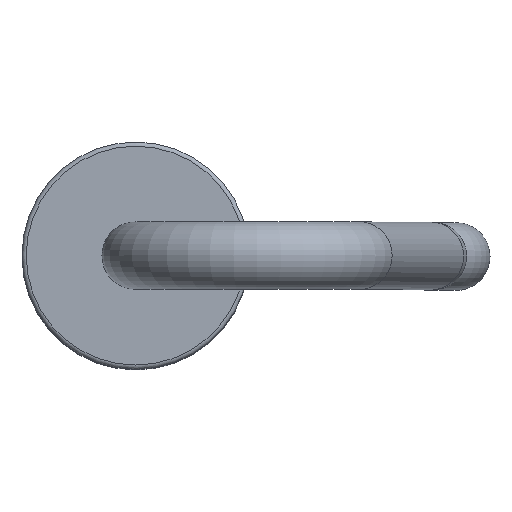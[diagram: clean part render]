
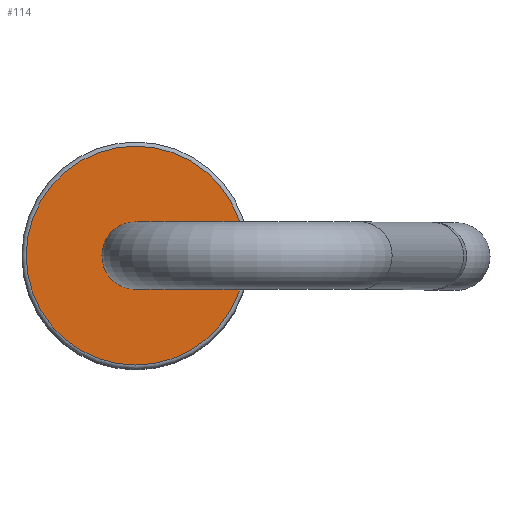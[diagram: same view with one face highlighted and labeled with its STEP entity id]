
A CAD part, top view. The second image highlights one B-rep face of the part: STEP entity #114.
In plain terms, the highlighted planar face has unit normal (0, 0, 1).
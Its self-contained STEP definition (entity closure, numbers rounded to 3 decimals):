
#114=ADVANCED_FACE('',(#267),#269,.T.);
#267=FACE_BOUND('',#268,.T.);
#268=EDGE_LOOP('',(#380));
#269=PLANE('',#270);
#270=AXIS2_PLACEMENT_3D('',#271,#272,#273);
#271=CARTESIAN_POINT('',(-1.905,0.,5.5));
#272=DIRECTION('',(0.,0.,1.));
#273=DIRECTION('',(1.,0.,0.));
#380=ORIENTED_EDGE('',*,*,#403,.T.);
#403=EDGE_CURVE('',#420,#420,#421,.T.);
#420=VERTEX_POINT('',#457);
#421=CIRCLE('',#458,1.3);
#457=CARTESIAN_POINT('',(-0.605,0.,5.5));
#458=AXIS2_PLACEMENT_3D('',#459,#460,#461);
#459=CARTESIAN_POINT('',(-1.905,0.,5.5));
#460=DIRECTION('',(0.,0.,1.));
#461=DIRECTION('',(1.,0.,0.));
